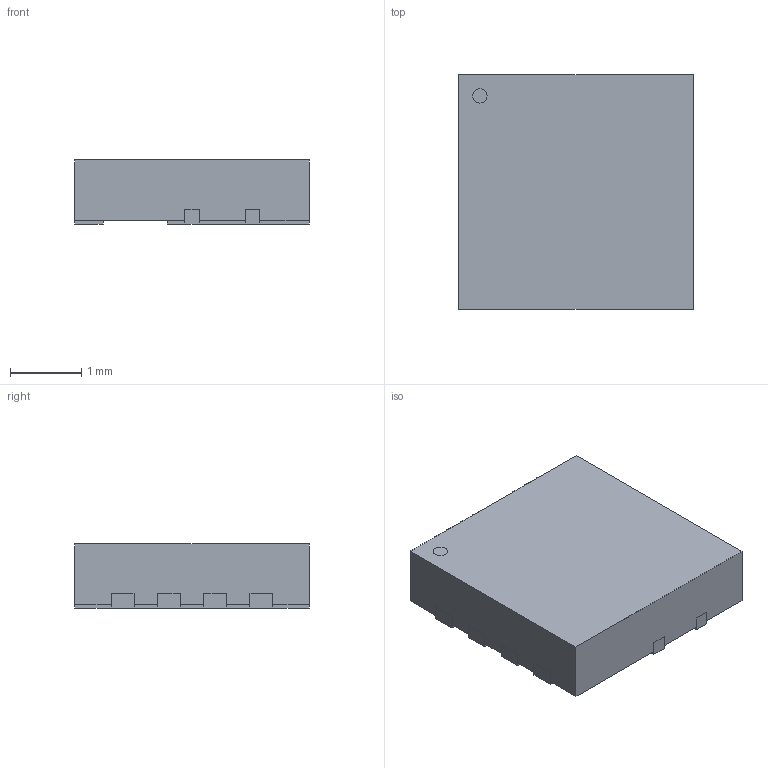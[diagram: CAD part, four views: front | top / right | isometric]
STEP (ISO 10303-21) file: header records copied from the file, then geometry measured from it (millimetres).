
FILE_DESCRIPTION(/* description */ (''),/* implementation_level */ '2;1');
FILE_NAME(/* name */ 'Diodes_PowerDI3333-8.step',/* time_stamp */ '2023-08-20T01:47:51+01:00',/* author */ (''),/* organization */ (''),/* preprocessor_version */ 'ST-DEVELOPER v20',/* originating_system */ 'Autodesk Translation Framework v12.9.0.99',/* authorisation */ '');
FILE_SCHEMA (('AUTOMOTIVE_DESIGN { 1 0 10303 214 3 1 1 }'));
Length unit declared in the file: millimetre
Products named in the file (1): (Unsaved)
Bounding box: 3.3 x 3.3 x 0.9 mm (x, y, z)
Volume: 9.5 mm3; surface area: 49.6 mm2
Topology: 7 solids, 7 shells, 119 faces, 312 edges, 208 vertices
Faces by surface type: plane 115, cylinder 4
Full cylindrical faces by diameter (mm): 0.2 x2
Entity records: 3642 total; most frequent: CARTESIAN_POINT 640, ORIENTED_EDGE 624, DIRECTION 560, EDGE_CURVE 312, LINE 304, VECTOR 304, VERTEX_POINT 208, AXIS2_PLACEMENT_3D 128
